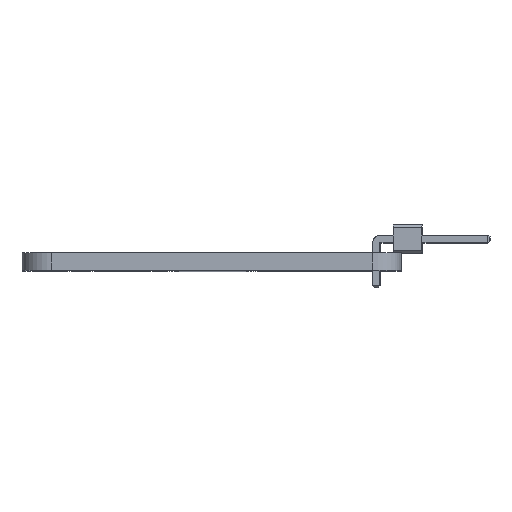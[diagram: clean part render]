
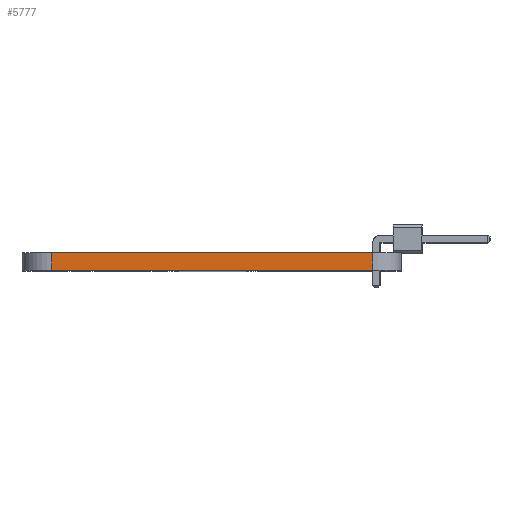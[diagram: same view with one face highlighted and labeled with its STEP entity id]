
A CAD part, top view. The second image highlights one B-rep face of the part: STEP entity #5777.
In plain terms, the highlighted planar face has unit normal (0, 0, 1).
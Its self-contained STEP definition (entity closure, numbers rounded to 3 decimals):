
#411=FACE_OUTER_BOUND('',#751,.T.);
#751=EDGE_LOOP('',(#5148,#5149,#5150,#5151));
#1035=LINE('',#8036,#1755);
#1574=LINE('',#9248,#2294);
#1575=LINE('',#9251,#2295);
#1576=LINE('',#9252,#2296);
#1755=VECTOR('',#6501,10.);
#2294=VECTOR('',#7628,10.);
#2295=VECTOR('',#7631,10.);
#2296=VECTOR('',#7632,10.);
#2432=VERTEX_POINT('',#8033);
#2433=VERTEX_POINT('',#8035);
#2812=VERTEX_POINT('',#9246);
#2813=VERTEX_POINT('',#9250);
#3001=EDGE_CURVE('',#2432,#2433,#1035,.T.);
#3607=EDGE_CURVE('',#2812,#2433,#1574,.T.);
#3608=EDGE_CURVE('',#2813,#2812,#1575,.T.);
#3609=EDGE_CURVE('',#2813,#2432,#1576,.T.);
#5148=ORIENTED_EDGE('',*,*,#3608,.T.);
#5149=ORIENTED_EDGE('',*,*,#3607,.T.);
#5150=ORIENTED_EDGE('',*,*,#3001,.F.);
#5151=ORIENTED_EDGE('',*,*,#3609,.F.);
#5482=PLANE('',#6170);
#5777=ADVANCED_FACE('',(#411),#5482,.T.);
#6170=AXIS2_PLACEMENT_3D('',#9249,#7629,#7630);
#6501=DIRECTION('',(1.,0.,0.));
#7628=DIRECTION('',(0.,1.,0.));
#7629=DIRECTION('center_axis',(0.,0.,1.));
#7630=DIRECTION('ref_axis',(1.,0.,0.));
#7631=DIRECTION('',(1.,0.,0.));
#7632=DIRECTION('',(0.,1.,0.));
#8033=CARTESIAN_POINT('',(2.507,1.57,63.419));
#8035=CARTESIAN_POINT('',(30.938,1.57,63.419));
#8036=CARTESIAN_POINT('',(2.507,1.57,63.419));
#9246=CARTESIAN_POINT('',(30.938,0.,63.419));
#9248=CARTESIAN_POINT('',(30.938,0.,63.419));
#9249=CARTESIAN_POINT('Origin',(2.507,0.,63.419));
#9250=CARTESIAN_POINT('',(2.507,0.,63.419));
#9251=CARTESIAN_POINT('',(2.507,0.,63.419));
#9252=CARTESIAN_POINT('',(2.507,0.,63.419));
